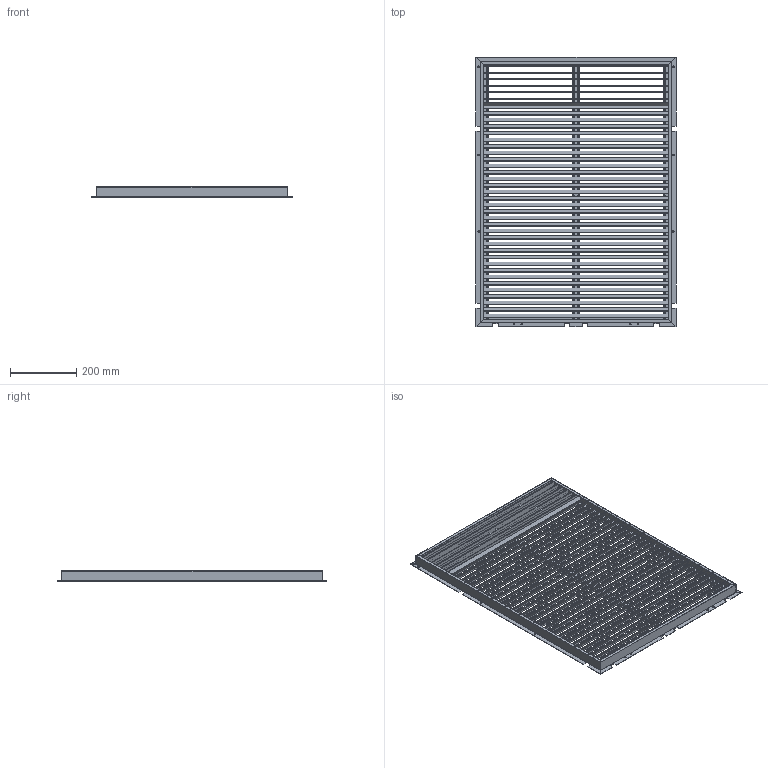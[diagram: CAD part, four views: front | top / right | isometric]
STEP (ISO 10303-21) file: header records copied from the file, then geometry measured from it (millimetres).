
FILE_DESCRIPTION (( 'STEP AP203' ), '1' );
FILE_NAME ('142-69-036.STEP', '2017-09-07T11:57:56', ( 'admin' ), ( 'Microsoft' ), 'SwSTEP 2.0', 'SolidWorks 2016', '' );
FILE_SCHEMA (( 'CONFIG_CONTROL_DESIGN' ));
Length unit declared in the file: inch
Products named in the file (1): 142-69-036
Bounding box: 603.25 x 812.8 x 31.11 mm (x, y, z)
Volume: 1298157.7 mm3; surface area: 1725566.9 mm2
Topology: 46 solids, 46 shells, 493 faces, 1203 edges, 802 vertices
Faces by surface type: plane 452, cylinder 41
Entity records: 14268 total; most frequent: CARTESIAN_POINT 2499, ORIENTED_EDGE 2406, DIRECTION 2273, EDGE_CURVE 1203, LINE 1121, VECTOR 1121, VERTEX_POINT 802, AXIS2_PLACEMENT_3D 576
